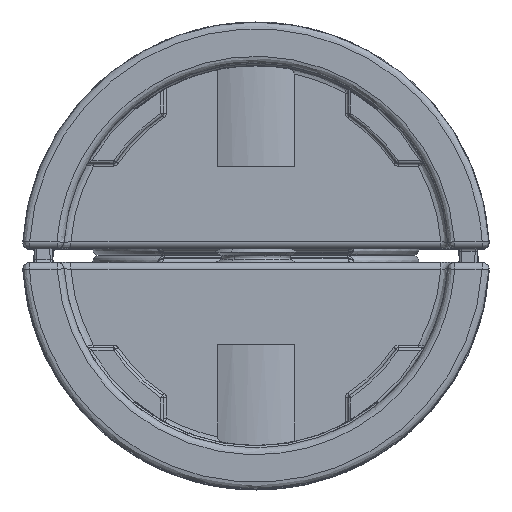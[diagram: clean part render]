
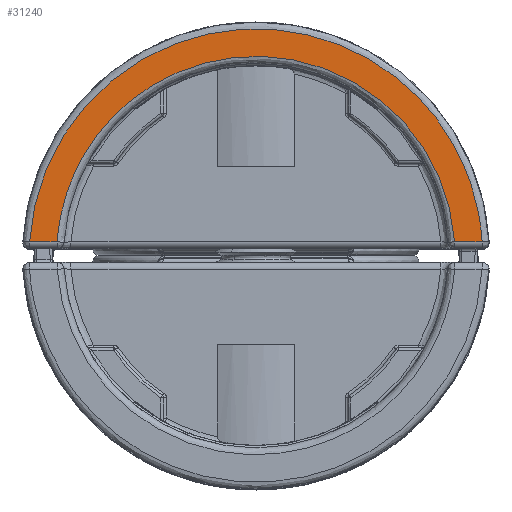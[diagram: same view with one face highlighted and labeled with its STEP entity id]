
A CAD part, front view. The second image highlights one B-rep face of the part: STEP entity #31240.
In plain terms, the highlighted planar face has unit normal (0, -1, 0).
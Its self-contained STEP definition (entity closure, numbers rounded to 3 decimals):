
#118 = VERTEX_POINT ( 'NONE', #46139 ) ;
#2041 = FACE_OUTER_BOUND ( 'NONE', #11970, .T. ) ;
#5796 = VERTEX_POINT ( 'NONE', #30238 ) ;
#6957 = CARTESIAN_POINT ( 'NONE',  ( 14.465, 0., -0.5 ) ) ;
#10798 = CARTESIAN_POINT ( 'NONE',  ( 0., 0., -0.5 ) ) ;
#11411 = AXIS2_PLACEMENT_3D ( 'NONE', #21549, #47612, #25459 ) ;
#11970 = EDGE_LOOP ( 'NONE', ( #39732, #40420, #27871, #29055 ) ) ;
#15688 = EDGE_CURVE ( 'NONE', #47004, #5796, #19075, .T. ) ;
#18160 =( BOUNDED_CURVE ( )  B_SPLINE_CURVE ( 3, ( #26543, #48673, #30300, #6957 ),
 .UNSPECIFIED., .F., .F. ) 
 B_SPLINE_CURVE_WITH_KNOTS ( ( 4, 4 ),
 ( 0., 1. ),
 .UNSPECIFIED. ) 
 CURVE ( )  GEOMETRIC_REPRESENTATION_ITEM ( )  RATIONAL_B_SPLINE_CURVE ( ( 1., 0.379, 0.379, 1. ) ) 
 REPRESENTATION_ITEM ( '' )  );
#19075 =( BOUNDED_CURVE ( )  B_SPLINE_CURVE ( 3, ( #38877, #38786, #38619, #38566 ),
 .UNSPECIFIED., .F., .F. ) 
 B_SPLINE_CURVE_WITH_KNOTS ( ( 4, 4 ),
 ( 0., 1. ),
 .UNSPECIFIED. ) 
 CURVE ( )  GEOMETRIC_REPRESENTATION_ITEM ( )  RATIONAL_B_SPLINE_CURVE ( ( 1., 0.374, 0.374, 1. ) ) 
 REPRESENTATION_ITEM ( '' )  );
#21549 = CARTESIAN_POINT ( 'NONE',  ( 0., 0., 0.5 ) ) ;
#23732 = VECTOR ( 'NONE', #37444, 1000. ) ;
#24233 = CARTESIAN_POINT ( 'NONE',  ( 16.47, 0., -0.5 ) ) ;
#25287 = LINE ( 'NONE', #10798, #44972 ) ;
#25459 = DIRECTION ( 'NONE',  ( 0., 0., 1. ) ) ;
#26543 = CARTESIAN_POINT ( 'NONE',  ( -14.465, 0., -0.5 ) ) ;
#27871 = ORIENTED_EDGE ( 'NONE', *, *, #47933, .F. ) ;
#29055 = ORIENTED_EDGE ( 'NONE', *, *, #36725, .F. ) ;
#30238 = CARTESIAN_POINT ( 'NONE',  ( -16.47, 0., -0.5 ) ) ;
#30300 = CARTESIAN_POINT ( 'NONE',  ( 12.712, 0., -25.864 ) ) ;
#31240 = ADVANCED_FACE ( 'NONE', ( #2041 ), #40035, .F. ) ;
#33751 = LINE ( 'NONE', #48394, #23732 ) ;
#36725 = EDGE_CURVE ( 'NONE', #118, #41752, #18160, .T. ) ;
#37444 = DIRECTION ( 'NONE',  ( 1., 0., 0. ) ) ;
#37498 = DIRECTION ( 'NONE',  ( 1., 0., 0. ) ) ;
#38566 = CARTESIAN_POINT ( 'NONE',  ( -16.47, 0., -0.5 ) ) ;
#38619 = CARTESIAN_POINT ( 'NONE',  ( -14.689, 0., -29.824 ) ) ;
#38786 = CARTESIAN_POINT ( 'NONE',  ( 14.689, 0., -29.824 ) ) ;
#38877 = CARTESIAN_POINT ( 'NONE',  ( 16.47, 0., -0.5 ) ) ;
#39732 = ORIENTED_EDGE ( 'NONE', *, *, #46850, .F. ) ;
#40035 = PLANE ( 'NONE',  #11411 ) ;
#40420 = ORIENTED_EDGE ( 'NONE', *, *, #15688, .F. ) ;
#41752 = VERTEX_POINT ( 'NONE', #43602 ) ;
#43602 = CARTESIAN_POINT ( 'NONE',  ( 14.465, 0., -0.5 ) ) ;
#44972 = VECTOR ( 'NONE', #37498, 1000. ) ;
#46139 = CARTESIAN_POINT ( 'NONE',  ( -14.465, 0., -0.5 ) ) ;
#46850 = EDGE_CURVE ( 'NONE', #5796, #118, #33751, .T. ) ;
#47004 = VERTEX_POINT ( 'NONE', #24233 ) ;
#47612 = DIRECTION ( 'NONE',  ( 0., 1., 0. ) ) ;
#47933 = EDGE_CURVE ( 'NONE', #41752, #47004, #25287, .T. ) ;
#48394 = CARTESIAN_POINT ( 'NONE',  ( 0., 0., -0.5 ) ) ;
#48673 = CARTESIAN_POINT ( 'NONE',  ( -12.712, 0., -25.864 ) ) ;
